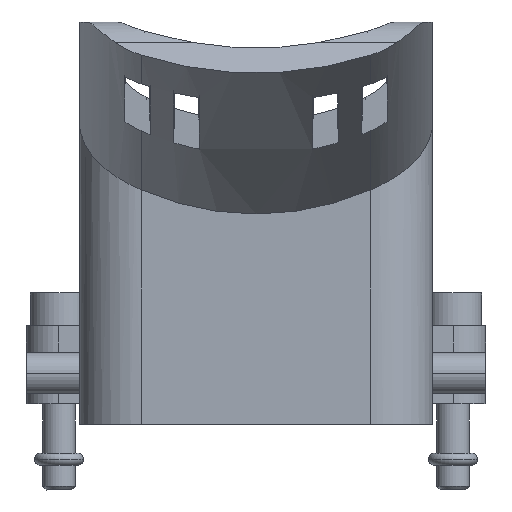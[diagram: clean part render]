
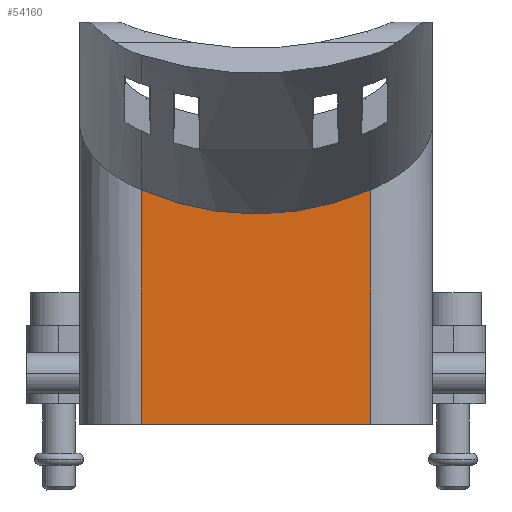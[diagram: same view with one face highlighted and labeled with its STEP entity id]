
A CAD part, front view. The second image highlights one B-rep face of the part: STEP entity #54160.
In plain terms, the highlighted face is planar.
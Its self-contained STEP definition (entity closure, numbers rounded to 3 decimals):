
#21220=CARTESIAN_POINT('',(91.9,14.015,
3.95));
#21230=VERTEX_POINT('',#21220);
#21260=CARTESIAN_POINT('',(91.9,18.576,
3.95));
#21270=DIRECTION('',(0.,1.,0.));
#21280=VECTOR('',#21270,1.);
#21290=LINE('',#21260,#21280);
#21300=CARTESIAN_POINT('',(91.9,-13.985,
3.95));
#21310=VERTEX_POINT('',#21300);
#21320=EDGE_CURVE('',#21310,#21230,#21290,.T.);
#34230=CARTESIAN_POINT('',(91.898,-13.985,
4.081));
#34240=DIRECTION('',(0.017,0.,
-1.));
#34250=VECTOR('',#34240,1.);
#34260=LINE('',#34230,#34250);
#34270=CARTESIAN_POINT('',(92.399,-13.985,
-24.617));
#34280=VERTEX_POINT('',#34270);
#34290=EDGE_CURVE('',#21310,#34280,#34260,.T.);
#43280=CARTESIAN_POINT('',(92.399,14.015,
-24.617));
#43290=VERTEX_POINT('',#43280);
#45930=CARTESIAN_POINT('',(93.162,0.015,
-68.324));
#45940=DIRECTION('',(1.,0.,
0.017));
#45950=DIRECTION('',(0.017,0.,
-1.));
#45960=AXIS2_PLACEMENT_3D('',#45930,#45940,#45950);
#45970=ELLIPSE('',#45960,46.665,40.);
#45980=EDGE_CURVE('',#43290,#34280,#45970,.T.);
#48990=CARTESIAN_POINT('',(91.898,14.015,
4.081));
#49000=DIRECTION('',(0.017,0.,
-1.));
#49010=VECTOR('',#49000,1.);
#49020=LINE('',#48990,#49010);
#49030=EDGE_CURVE('',#21230,#43290,#49020,.T.);
#54050=CARTESIAN_POINT('',(91.9,18.576,
3.95));
#54060=DIRECTION('',(1.,0.,
0.017));
#54070=DIRECTION('',(0.017,0.,
-1.));
#54080=AXIS2_PLACEMENT_3D('',#54050,#54060,#54070);
#54090=PLANE('',#54080);
#54100=ORIENTED_EDGE('',*,*,#21320,.F.);
#54110=ORIENTED_EDGE('',*,*,#49030,.F.);
#54120=ORIENTED_EDGE('',*,*,#45980,.F.);
#54130=ORIENTED_EDGE('',*,*,#34290,.T.);
#54140=EDGE_LOOP('',(#54130,#54120,#54110,#54100));
#54150=FACE_OUTER_BOUND('',#54140,.T.);
#54160=ADVANCED_FACE('',(#54150),#54090,.T.);
